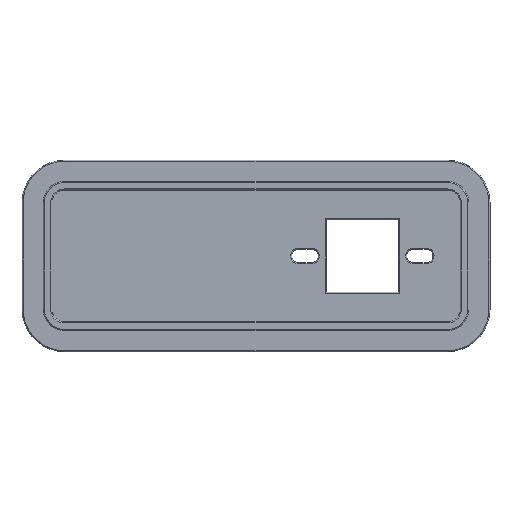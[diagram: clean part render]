
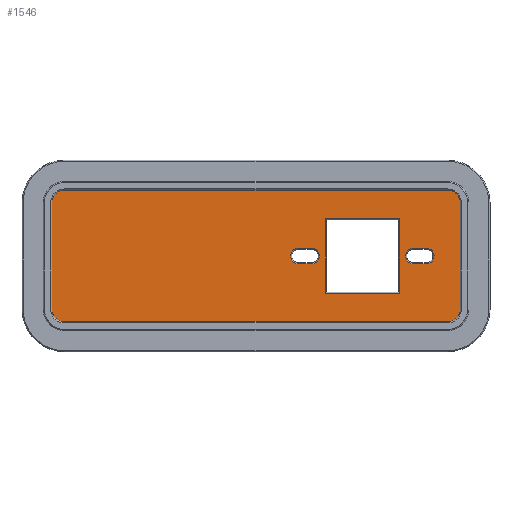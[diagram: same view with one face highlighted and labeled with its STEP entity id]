
A CAD part, top view. The second image highlights one B-rep face of the part: STEP entity #1546.
In plain terms, the highlighted planar face has unit normal (0, 0, 1).
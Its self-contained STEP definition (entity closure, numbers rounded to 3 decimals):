
#27=FACE_BOUND('',#275,.T.);
#28=FACE_BOUND('',#276,.T.);
#29=FACE_BOUND('',#277,.T.);
#77=CIRCLE('',#1688,3.);
#78=CIRCLE('',#1689,3.);
#79=CIRCLE('',#1690,3.);
#80=CIRCLE('',#1691,3.);
#81=CIRCLE('',#1692,1.85);
#82=CIRCLE('',#1693,1.85);
#83=CIRCLE('',#1694,1.85);
#84=CIRCLE('',#1695,1.85);
#174=FACE_OUTER_BOUND('',#274,.T.);
#274=EDGE_LOOP('',(#1219,#1220,#1221,#1222,#1223,#1224,#1225,#1226));
#275=EDGE_LOOP('',(#1227,#1228,#1229,#1230));
#276=EDGE_LOOP('',(#1231,#1232,#1233,#1234));
#277=EDGE_LOOP('',(#1235,#1236,#1237,#1238));
#412=LINE('',#2475,#576);
#414=LINE('',#2479,#578);
#417=LINE('',#2485,#581);
#420=LINE('',#2489,#584);
#422=LINE('',#2497,#586);
#423=LINE('',#2501,#587);
#424=LINE('',#2505,#588);
#425=LINE('',#2508,#589);
#426=LINE('',#2511,#590);
#427=LINE('',#2515,#591);
#428=LINE('',#2519,#592);
#429=LINE('',#2523,#593);
#576=VECTOR('',#1999,10.);
#578=VECTOR('',#2003,10.);
#581=VECTOR('',#2008,10.);
#584=VECTOR('',#2013,10.);
#586=VECTOR('',#2021,10.);
#587=VECTOR('',#2024,10.);
#588=VECTOR('',#2027,10.);
#589=VECTOR('',#2030,10.);
#590=VECTOR('',#2031,10.);
#591=VECTOR('',#2034,10.);
#592=VECTOR('',#2037,10.);
#593=VECTOR('',#2040,10.);
#728=VERTEX_POINT('',#2472);
#729=VERTEX_POINT('',#2474);
#730=VERTEX_POINT('',#2478);
#732=VERTEX_POINT('',#2484);
#733=VERTEX_POINT('',#2493);
#734=VERTEX_POINT('',#2494);
#735=VERTEX_POINT('',#2496);
#736=VERTEX_POINT('',#2498);
#737=VERTEX_POINT('',#2500);
#738=VERTEX_POINT('',#2502);
#739=VERTEX_POINT('',#2504);
#740=VERTEX_POINT('',#2506);
#741=VERTEX_POINT('',#2509);
#742=VERTEX_POINT('',#2510);
#743=VERTEX_POINT('',#2512);
#744=VERTEX_POINT('',#2514);
#745=VERTEX_POINT('',#2517);
#746=VERTEX_POINT('',#2518);
#747=VERTEX_POINT('',#2520);
#748=VERTEX_POINT('',#2522);
#898=EDGE_CURVE('',#728,#729,#412,.T.);
#900=EDGE_CURVE('',#730,#728,#414,.T.);
#903=EDGE_CURVE('',#732,#730,#417,.T.);
#906=EDGE_CURVE('',#729,#732,#420,.T.);
#908=EDGE_CURVE('',#733,#734,#77,.T.);
#909=EDGE_CURVE('',#735,#733,#422,.T.);
#910=EDGE_CURVE('',#736,#735,#78,.T.);
#911=EDGE_CURVE('',#737,#736,#423,.T.);
#912=EDGE_CURVE('',#738,#737,#79,.T.);
#913=EDGE_CURVE('',#739,#738,#424,.T.);
#914=EDGE_CURVE('',#740,#739,#80,.T.);
#915=EDGE_CURVE('',#734,#740,#425,.T.);
#916=EDGE_CURVE('',#741,#742,#426,.T.);
#917=EDGE_CURVE('',#743,#741,#81,.T.);
#918=EDGE_CURVE('',#744,#743,#427,.T.);
#919=EDGE_CURVE('',#742,#744,#82,.T.);
#920=EDGE_CURVE('',#745,#746,#428,.T.);
#921=EDGE_CURVE('',#747,#745,#83,.T.);
#922=EDGE_CURVE('',#748,#747,#429,.T.);
#923=EDGE_CURVE('',#746,#748,#84,.T.);
#1219=ORIENTED_EDGE('',*,*,#908,.F.);
#1220=ORIENTED_EDGE('',*,*,#909,.F.);
#1221=ORIENTED_EDGE('',*,*,#910,.F.);
#1222=ORIENTED_EDGE('',*,*,#911,.F.);
#1223=ORIENTED_EDGE('',*,*,#912,.F.);
#1224=ORIENTED_EDGE('',*,*,#913,.F.);
#1225=ORIENTED_EDGE('',*,*,#914,.F.);
#1226=ORIENTED_EDGE('',*,*,#915,.F.);
#1227=ORIENTED_EDGE('',*,*,#916,.F.);
#1228=ORIENTED_EDGE('',*,*,#917,.F.);
#1229=ORIENTED_EDGE('',*,*,#918,.F.);
#1230=ORIENTED_EDGE('',*,*,#919,.F.);
#1231=ORIENTED_EDGE('',*,*,#920,.F.);
#1232=ORIENTED_EDGE('',*,*,#921,.F.);
#1233=ORIENTED_EDGE('',*,*,#922,.F.);
#1234=ORIENTED_EDGE('',*,*,#923,.F.);
#1235=ORIENTED_EDGE('',*,*,#898,.F.);
#1236=ORIENTED_EDGE('',*,*,#900,.F.);
#1237=ORIENTED_EDGE('',*,*,#903,.F.);
#1238=ORIENTED_EDGE('',*,*,#906,.F.);
#1473=PLANE('',#1687);
#1546=ADVANCED_FACE('',(#174,#27,#28,#29),#1473,.T.);
#1687=AXIS2_PLACEMENT_3D('',#2492,#2017,#2018);
#1688=AXIS2_PLACEMENT_3D('',#2495,#2019,#2020);
#1689=AXIS2_PLACEMENT_3D('',#2499,#2022,#2023);
#1690=AXIS2_PLACEMENT_3D('',#2503,#2025,#2026);
#1691=AXIS2_PLACEMENT_3D('',#2507,#2028,#2029);
#1692=AXIS2_PLACEMENT_3D('',#2513,#2032,#2033);
#1693=AXIS2_PLACEMENT_3D('',#2516,#2035,#2036);
#1694=AXIS2_PLACEMENT_3D('',#2521,#2038,#2039);
#1695=AXIS2_PLACEMENT_3D('',#2524,#2041,#2042);
#1999=DIRECTION('',(0.,-1.,0.));
#2003=DIRECTION('',(-1.,0.,0.));
#2008=DIRECTION('',(0.,1.,0.));
#2013=DIRECTION('',(1.,0.,0.));
#2017=DIRECTION('center_axis',(0.,0.,1.));
#2018=DIRECTION('ref_axis',(1.,0.,0.));
#2019=DIRECTION('center_axis',(0.,0.,-1.));
#2020=DIRECTION('ref_axis',(1.,0.,0.));
#2021=DIRECTION('',(1.,0.,0.));
#2022=DIRECTION('center_axis',(0.,0.,-1.));
#2023=DIRECTION('ref_axis',(0.,1.,0.));
#2024=DIRECTION('',(0.,1.,0.));
#2025=DIRECTION('center_axis',(0.,0.,-1.));
#2026=DIRECTION('ref_axis',(-1.,0.,0.));
#2027=DIRECTION('',(-1.,0.,0.));
#2028=DIRECTION('center_axis',(0.,0.,-1.));
#2029=DIRECTION('ref_axis',(0.,-1.,0.));
#2030=DIRECTION('',(0.,-1.,0.));
#2031=DIRECTION('',(1.,0.,0.));
#2032=DIRECTION('center_axis',(0.,0.,1.));
#2033=DIRECTION('ref_axis',(0.,-1.,0.));
#2034=DIRECTION('',(-1.,0.,0.));
#2035=DIRECTION('center_axis',(0.,0.,1.));
#2036=DIRECTION('ref_axis',(0.,1.,0.));
#2037=DIRECTION('',(1.,0.,0.));
#2038=DIRECTION('center_axis',(0.,0.,1.));
#2039=DIRECTION('ref_axis',(0.,-1.,0.));
#2040=DIRECTION('',(-1.,0.,0.));
#2041=DIRECTION('center_axis',(0.,0.,1.));
#2042=DIRECTION('ref_axis',(0.,1.,0.));
#2472=CARTESIAN_POINT('',(16.25,8.75,3.));
#2474=CARTESIAN_POINT('',(16.25,-8.75,3.));
#2475=CARTESIAN_POINT('',(16.25,4.25,3.));
#2478=CARTESIAN_POINT('',(33.75,8.75,3.));
#2479=CARTESIAN_POINT('',(16.75,8.75,3.));
#2484=CARTESIAN_POINT('',(33.75,-8.75,3.));
#2485=CARTESIAN_POINT('',(33.75,-4.25,3.));
#2489=CARTESIAN_POINT('',(8.25,-8.75,3.));
#2492=CARTESIAN_POINT('Origin',(0.,0.,3.));
#2493=CARTESIAN_POINT('',(45.,15.5,3.));
#2494=CARTESIAN_POINT('',(48.,12.5,3.));
#2495=CARTESIAN_POINT('Origin',(45.,12.5,3.));
#2496=CARTESIAN_POINT('',(-45.,15.5,3.));
#2497=CARTESIAN_POINT('',(-22.5,15.5,3.));
#2498=CARTESIAN_POINT('',(-48.,12.5,3.));
#2499=CARTESIAN_POINT('Origin',(-45.,12.5,3.));
#2500=CARTESIAN_POINT('',(-48.,-12.5,3.));
#2501=CARTESIAN_POINT('',(-48.,-6.25,3.));
#2502=CARTESIAN_POINT('',(-45.,-15.5,3.));
#2503=CARTESIAN_POINT('Origin',(-45.,-12.5,3.));
#2504=CARTESIAN_POINT('',(45.,-15.5,3.));
#2505=CARTESIAN_POINT('',(22.5,-15.5,3.));
#2506=CARTESIAN_POINT('',(48.,-12.5,3.));
#2507=CARTESIAN_POINT('Origin',(45.,-12.5,3.));
#2508=CARTESIAN_POINT('',(48.,6.25,3.));
#2509=CARTESIAN_POINT('',(10.,-1.85,3.));
#2510=CARTESIAN_POINT('',(13.,-1.85,3.));
#2511=CARTESIAN_POINT('',(5.,-1.85,3.));
#2512=CARTESIAN_POINT('',(10.,1.85,3.));
#2513=CARTESIAN_POINT('Origin',(10.,0.,3.));
#2514=CARTESIAN_POINT('',(13.,1.85,3.));
#2515=CARTESIAN_POINT('',(6.5,1.85,3.));
#2516=CARTESIAN_POINT('Origin',(13.,0.,3.));
#2517=CARTESIAN_POINT('',(37.,-1.85,3.));
#2518=CARTESIAN_POINT('',(40.,-1.85,3.));
#2519=CARTESIAN_POINT('',(18.5,-1.85,3.));
#2520=CARTESIAN_POINT('',(37.,1.85,3.));
#2521=CARTESIAN_POINT('Origin',(37.,0.,3.));
#2522=CARTESIAN_POINT('',(40.,1.85,3.));
#2523=CARTESIAN_POINT('',(20.,1.85,3.));
#2524=CARTESIAN_POINT('Origin',(40.,0.,3.));
